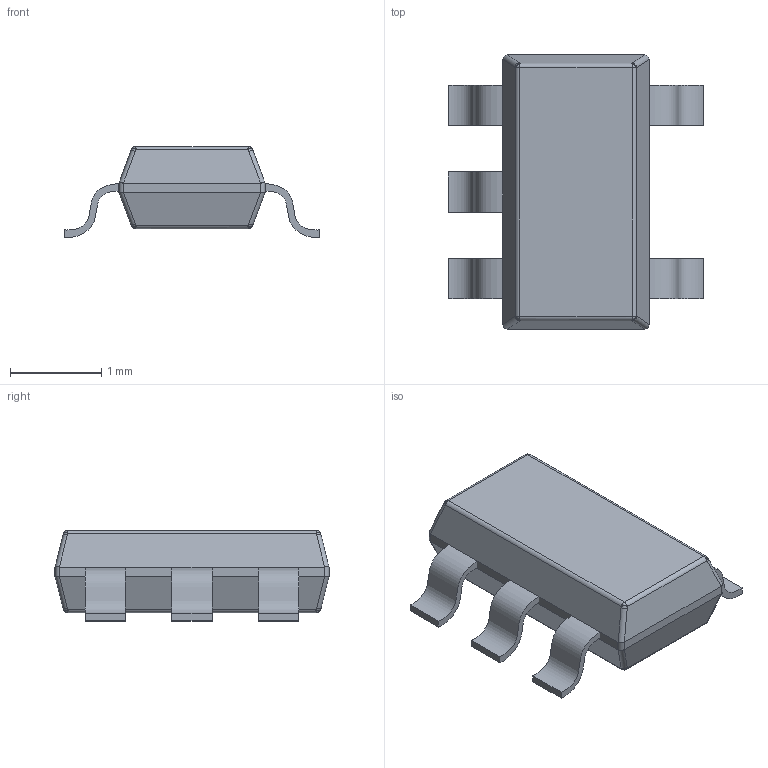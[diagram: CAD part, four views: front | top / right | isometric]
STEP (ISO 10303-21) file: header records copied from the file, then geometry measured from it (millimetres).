
FILE_DESCRIPTION(('for SolidWorks'),'2;1');
FILE_NAME('sot23-5.step','2016-08-22T15:48:34',( 'Serg'),(''),'Open CASCADE STEP processor 6.6','DipTrace','Unknown' );
FILE_SCHEMA(('AUTOMOTIVE_DESIGN { 1 0 10303 214 1 1 1 1 }'));
Length unit declared in the file: millimetre
Products named in the file (3): ASSEMBLY; sot23-5; sot23-5_001
Assembly tree (2 placements, depth 2):
  ASSEMBLY
    sot23-5
    sot23-5_001
Bounding box: 2.8 x 3 x 1 mm (x, y, z)
Volume: 4 mm3; surface area: 20.5 mm2
Topology: 6 solids, 6 shells, 88 faces, 212 edges, 128 vertices
Faces by surface type: bspline 44, plane 24, cylinder 20
Entity records: 5087 total; most frequent: CARTESIAN_POINT 3430, ORIENTED_EDGE 408, EDGE_CURVE 204, DIRECTION 182, VERTEX_POINT 128, B_SPLINE_CURVE_WITH_KNOTS 114, ADVANCED_FACE 88, FACE_BOUND 88
